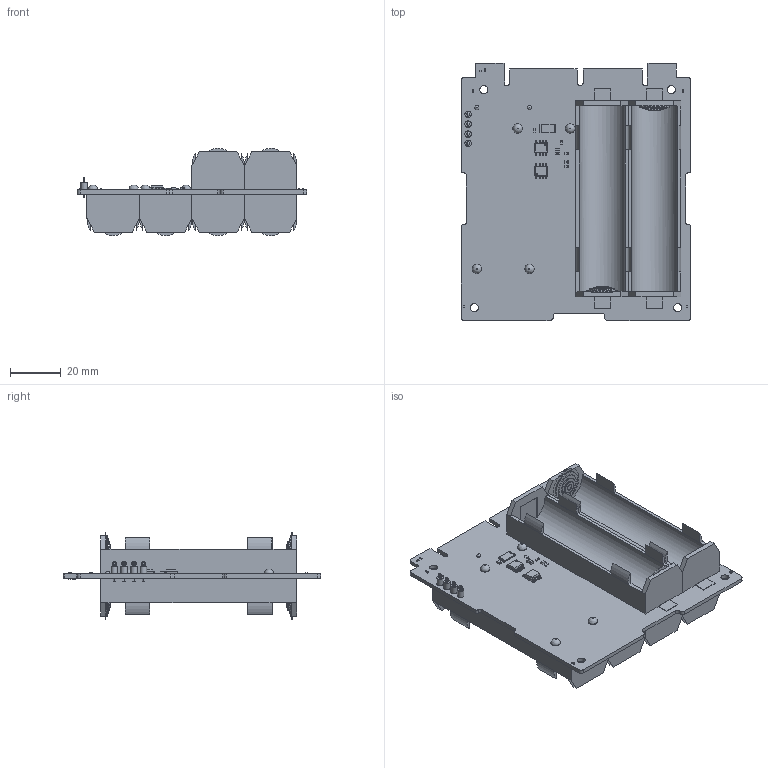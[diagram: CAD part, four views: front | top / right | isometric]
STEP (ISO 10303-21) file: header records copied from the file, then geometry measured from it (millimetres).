
FILE_DESCRIPTION(('KiCad electronic assembly'),'2;1');
FILE_NAME('batteryboard.step','2021-11-10T13:58:50',('An Author'),( 'A Company'),'Open CASCADE STEP processor 6.9', 'KiCad to STEP converter','Unknown');
FILE_SCHEMA(('AUTOMOTIVE_DESIGN { 1 0 10303 214 1 1 1 1 }'));
Length unit declared in the file: millimetre
Products named in the file (18): Open CASCADE STEP translator 6.9 1; BatteryHolder_Keystone_1042_1x18650; COMPOUND; R_0402_1005Metric; SOLID; C_0402_1005Metric; TestPoint_Loop_D1.80mm_Drill1.0mm_Beaded; C_0603_1608Metric; R_0603_1608Metric; R_2512_6332Metric; SOIC-8_3.9x4.9mm_P1.27mm
Assembly tree (41 placements, depth 3):
  Open CASCADE STEP translator 6.9 1
    BatteryHolder_Keystone_1042_1x18650  x6
      COMPOUND
    R_0402_1005Metric  x8
      SOLID
    C_0402_1005Metric  x4
      SOLID
    TestPoint_Loop_D1.80mm_Drill1.0mm_Beaded  x4
      COMPOUND
    C_0603_1608Metric  x4
      SOLID
    R_0603_1608Metric  x3
      SOLID
    R_2512_6332Metric
      SOLID
    SOIC-8_3.9x4.9mm_P1.27mm  x2
      SOLID
    COMPOUND
Bounding box: 90.17 x 101.14 x 34.27 mm (x, y, z)
Volume: 50169.7 mm3; surface area: 63017.7 mm2
Topology: 85 solids, 85 shells, 1498 faces, 3670 edges, 2354 vertices
Faces by surface type: plane 953, cylinder 451, bspline 72, revolution 18, torus 4
Full cylindrical faces by diameter (mm): 0.02 x6, 0.5 x8, 0.6 x2, 1 x8, 1.57 x12, 2.4 x6, 2.54 x4, 3.175 x4, 3.45 x12, 3.68 x12, 4.8 x12, 7.2 x12, 9.6 x12, 12 x6
Entity records: 34561 total; most frequent: CARTESIAN_POINT 6522, DIRECTION 4768, LINE 2914, VECTOR 2914, ORIENTED_EDGE 2444, PCURVE 2444, DEFINITIONAL_REPRESENTATION 2444, EDGE_CURVE 1222
